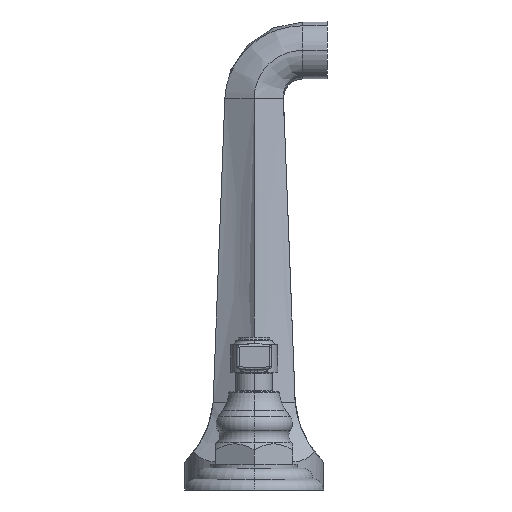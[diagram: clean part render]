
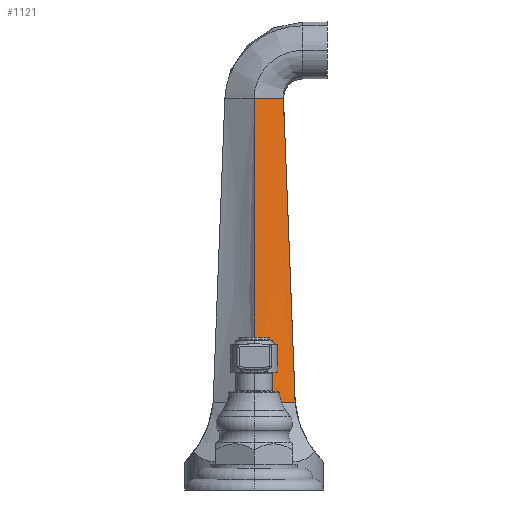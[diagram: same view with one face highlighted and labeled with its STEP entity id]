
A CAD part, left-side view. The second image highlights one B-rep face of the part: STEP entity #1121.
In plain terms, the highlighted free-form (B-spline) face has degree [3, 3] with [10, 4] control points.
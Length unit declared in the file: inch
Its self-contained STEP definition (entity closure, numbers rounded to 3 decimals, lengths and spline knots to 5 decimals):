
#196=CARTESIAN_POINT('',(-0.57735,0.00037,
6.675));
#197=CARTESIAN_POINT('',(-0.67205,0.00043,
4.94955));
#198=CARTESIAN_POINT('',(-0.64335,0.00042,
3.45006));
#199=CARTESIAN_POINT('',(-0.80829,0.00052,1.5));
#226=CARTESIAN_POINT('',(-0.80829,0.00052,1.5));
#294=DIRECTION('',(-0.499,0.866,0.));
#295=VECTOR('',#294,0.80829);
#296=CARTESIAN_POINT('',(-0.4046,-0.69974,1.5));
#297=LINE('',#296,#295);
#301=CARTESIAN_POINT('',(-0.289,-0.49981,
6.675));
#302=CARTESIAN_POINT('',(-0.3364,-0.58179,
4.94955));
#303=CARTESIAN_POINT('',(-0.32204,-0.55695,
3.45006));
#304=CARTESIAN_POINT('',(-0.4046,-0.69974,1.5));
#309=DIRECTION('',(-0.499,0.866,0.));
#310=VECTOR('',#309,0.57735);
#311=CARTESIAN_POINT('',(-0.289,-0.49981,
6.675));
#312=LINE('',#311,#310);
#754=VERTEX_POINT('',#226);
#755=CARTESIAN_POINT('',(-0.4046,-0.69974,1.5));
#756=VERTEX_POINT('',#755);
#764=CARTESIAN_POINT('',(-0.57735,0.00037,
6.675));
#765=VERTEX_POINT('',#764);
#766=CARTESIAN_POINT('',(-0.289,-0.49981,
6.675));
#767=VERTEX_POINT('',#766);
#1072=CARTESIAN_POINT('',(-0.81673,0.00756,
1.44859));
#1073=CARTESIAN_POINT('',(-0.64417,0.00597,
3.44532));
#1074=CARTESIAN_POINT('',(-0.67781,0.00583,
4.9642));
#1075=CARTESIAN_POINT('',(-0.57731,0.00536,
6.72679));
#1076=CARTESIAN_POINT('',(-0.79603,-0.02831,
1.44886));
#1077=CARTESIAN_POINT('',(-0.6288,-0.02234,
3.43527));
#1078=CARTESIAN_POINT('',(-0.65585,-0.02171,
4.96477));
#1079=CARTESIAN_POINT('',(-0.56284,-0.02006,
6.72677));
#1080=CARTESIAN_POINT('',(-0.75598,-0.0977,
1.44929));
#1081=CARTESIAN_POINT('',(-0.59874,-0.07738,
3.41846));
#1082=CARTESIAN_POINT('',(-0.61203,-0.07383,
4.96536));
#1083=CARTESIAN_POINT('',(-0.53487,-0.06928,
6.72676));
#1084=CARTESIAN_POINT('',(-0.69662,-0.20061,
1.44973));
#1085=CARTESIAN_POINT('',(-0.55326,-0.15941,
3.40157));
#1086=CARTESIAN_POINT('',(-0.54599,-0.1495,
4.96543));
#1087=CARTESIAN_POINT('',(-0.49343,-0.14232,
6.72676));
#1088=CARTESIAN_POINT('',(-0.63862,-0.30117,
1.44995));
#1089=CARTESIAN_POINT('',(-0.50807,-0.23966,
3.39306));
#1090=CARTESIAN_POINT('',(-0.48294,-0.22342,
4.96532));
#1091=CARTESIAN_POINT('',(-0.45289,-0.2137,
6.72677));
#1092=CARTESIAN_POINT('',(-0.58065,-0.40173,
1.44995));
#1093=CARTESIAN_POINT('',(-0.462,-0.31958,
3.39306));
#1094=CARTESIAN_POINT('',(-0.43535,-0.30597,
4.96532));
#1095=CARTESIAN_POINT('',(-0.41189,-0.28483,
6.72677));
#1096=CARTESIAN_POINT('',(-0.52269,-0.50231,
1.44973));
#1097=CARTESIAN_POINT('',(-0.4152,-0.3989,
3.40157));
#1098=CARTESIAN_POINT('',(-0.40298,-0.39757,
4.96543));
#1099=CARTESIAN_POINT('',(-0.37043,-0.35568,
6.72676));
#1100=CARTESIAN_POINT('',(-0.46339,-0.60525,
1.44929));
#1101=CARTESIAN_POINT('',(-0.367,-0.47935,
3.41846));
#1102=CARTESIAN_POINT('',(-0.37059,-0.49264,
4.96536));
#1103=CARTESIAN_POINT('',(-0.32799,-0.42815,
6.72676));
#1104=CARTESIAN_POINT('',(-0.4234,-0.67468,
1.44886));
#1105=CARTESIAN_POINT('',(-0.33444,-0.53296,
3.43527));
#1106=CARTESIAN_POINT('',(-0.34745,-0.55668,
4.96477));
#1107=CARTESIAN_POINT('',(-0.29941,-0.47701,
6.72677));
#1108=CARTESIAN_POINT('',(-0.40274,-0.71057,
1.44859));
#1109=CARTESIAN_POINT('',(-0.31764,-0.56045,
3.44532));
#1110=CARTESIAN_POINT('',(-0.33462,-0.58948,
4.9642));
#1111=CARTESIAN_POINT('',(-0.28467,-0.50228,
6.72679));
#1112=B_SPLINE_SURFACE_WITH_KNOTS('',3,3,((#1072,#1073,#1074,#1075),(#1076,
#1077,#1078,#1079),(#1080,#1081,#1082,#1083),(#1084,#1085,#1086,#1087),(#1088,
#1089,#1090,#1091),(#1092,#1093,#1094,#1095),(#1096,#1097,#1098,#1099),(#1100,
#1101,#1102,#1103),(#1104,#1105,#1106,#1107),(#1108,#1109,#1110,#1111)),
.UNSPECIFIED.,.F.,.F.,.F.,(4,1,1,1,1,1,1,4),(4,4),(-0.01,
0.14286,0.28571,0.42857,0.57143,
0.71429,0.85714,1.01),(1.45466,
6.7267),.UNSPECIFIED.);
#1113=ORIENTED_EDGE('',*,*,#1065,.T.);
#1114=ORIENTED_EDGE('',*,*,#919,.F.);
#1116=ORIENTED_EDGE('',*,*,#1115,.F.);
#1118=ORIENTED_EDGE('',*,*,#1117,.T.);
#1119=EDGE_LOOP('',(#1113,#1114,#1116,#1118));
#1120=FACE_OUTER_BOUND('',#1119,.F.);
#200=B_SPLINE_CURVE_WITH_KNOTS('',3,(#196,#197,#198,#199),.UNSPECIFIED.,.F.,.F.,
(4,4),(0.,1.),.UNSPECIFIED.);
#305=B_SPLINE_CURVE_WITH_KNOTS('',3,(#301,#302,#303,#304),.UNSPECIFIED.,.F.,.F.,
(4,4),(0.,1.),.UNSPECIFIED.);
#919=EDGE_CURVE('',#765,#754,#200,.T.);
#1065=EDGE_CURVE('',#756,#754,#297,.T.);
#1115=EDGE_CURVE('',#767,#765,#312,.T.);
#1117=EDGE_CURVE('',#767,#756,#305,.T.);
#1121=ADVANCED_FACE('',(#1120),#1112,.T.);
